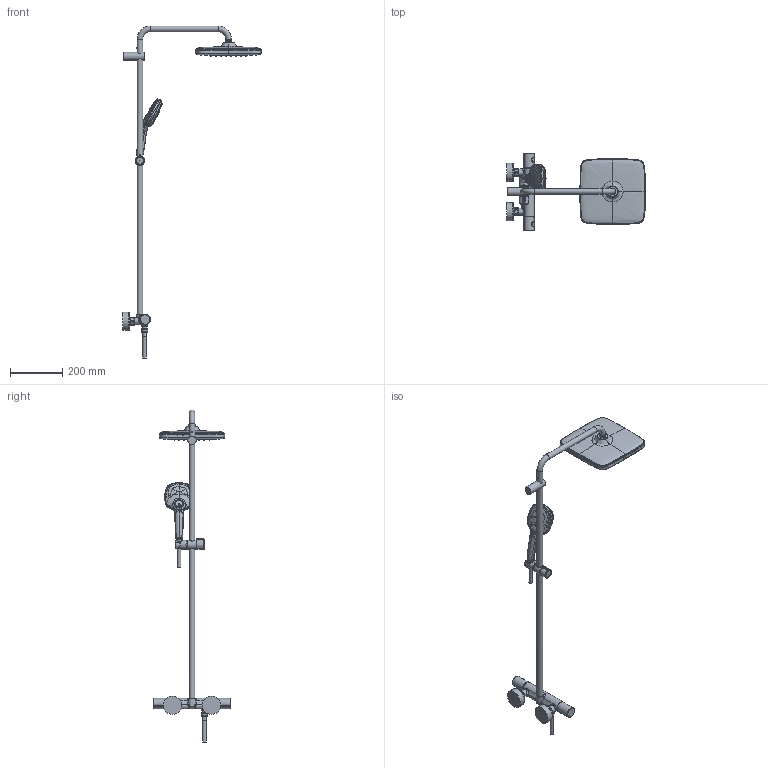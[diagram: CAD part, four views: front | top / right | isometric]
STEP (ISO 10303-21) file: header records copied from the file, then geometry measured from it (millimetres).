
FILE_DESCRIPTION(/* description */ ('Unknown'),/* implementation_level */ '2;1');
FILE_NAME(/* name */ '26689001_1',/* time_stamp */ '2023-04-21T12:10:11+02:00',/* author */ ('Unknown'),/* organization */ ('GROHE AG'),/* preprocessor_version */ 'ST-DEVELOPER v16.7',/* originating_system */ 'DEX',/* authorisation */ $);
FILE_SCHEMA (('AUTOMOTIVE_DESIGN {1 0 10303 214 3 1 1}'));
Length unit declared in the file: millimetre
Products named in the file (1): 26689001_1
Bounding box: 530.5 x 298.65 x 1272.67 mm (x, y, z)
Volume: 257509.6 mm3; surface area: 492348.7 mm2
Topology: 3 solids, 499 shells, 1357 faces, 5183 edges, 4158 vertices
Faces by surface type: bspline 543, cylinder 354, plane 312, torus 114, cone 24, sphere 10
Full cylindrical faces by diameter (mm): 2.187 x34, 2.8 x60, 3.797 x136, 4.1 x6, 13.8 x2, 14.7 x1, 18 x1, 18.3 x1, 19.9 x1, 20.9 x2, 20.955 x1, 22 x3, 22.6 x1, 23 x1, 26.44 x2, 27 x2, 30.443 x1, 31.3 x1, 33.4 x2, 36 x3, 40 x2, 70 x2
Entity records: 97380 total; most frequent: CARTESIAN_POINT 59126, ORIENTED_EDGE 5553, EDGE_CURVE 4252, DIRECTION 4121, VERTEX_POINT 3756, B_SPLINE_CURVE_WITH_KNOTS 2816, EDGE_LOOP 2574, FACE_BOUND 2574
